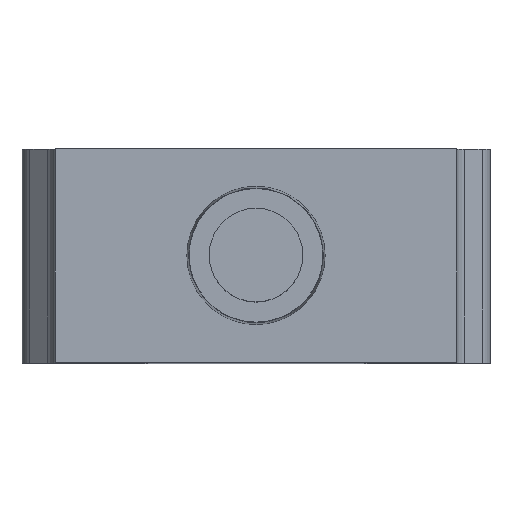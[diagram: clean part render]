
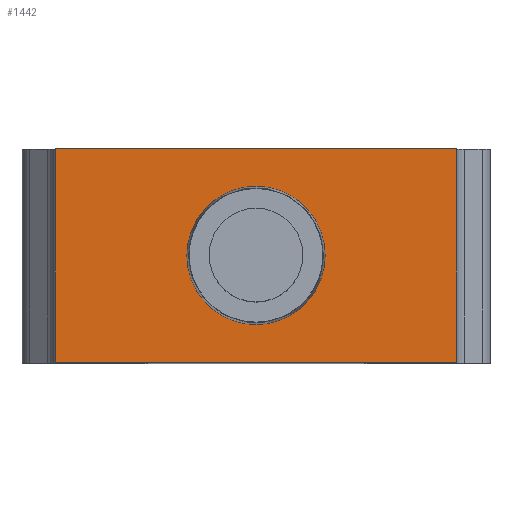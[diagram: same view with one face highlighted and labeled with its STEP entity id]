
A CAD part, top view. The second image highlights one B-rep face of the part: STEP entity #1442.
In plain terms, the highlighted face is planar.
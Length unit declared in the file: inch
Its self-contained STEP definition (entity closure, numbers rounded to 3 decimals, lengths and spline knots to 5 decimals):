
#24 = CARTESIAN_POINT ( 'NONE',  ( -1.1811, 0., -0.62992 ) ) ;
#52 = AXIS2_PLACEMENT_3D ( 'NONE', #305, #802, #150 ) ;
#71 = EDGE_CURVE ( 'NONE', #2080, #1778, #1626, .T. ) ;
#150 = DIRECTION ( 'NONE',  ( -1., 0., 0. ) ) ;
#187 = FACE_OUTER_BOUND ( 'NONE', #1944, .T. ) ;
#305 = CARTESIAN_POINT ( 'NONE',  ( 0., 0., -0.57087 ) ) ;
#325 = ORIENTED_EDGE ( 'NONE', *, *, #473, .T. ) ;
#473 = EDGE_CURVE ( 'NONE', #648, #1778, #871, .T. ) ;
#489 = DIRECTION ( 'NONE',  ( 1., 0., 0. ) ) ;
#492 = PLANE ( 'NONE',  #52 ) ;
#504 = CARTESIAN_POINT ( 'NONE',  ( 0., 0., -0.57087 ) ) ;
#513 = LINE ( 'NONE', #504, #1751 ) ;
#572 = CARTESIAN_POINT ( 'NONE',  ( -1.1811, 0., 0. ) ) ;
#609 = ORIENTED_EDGE ( 'NONE', *, *, #71, .F. ) ;
#648 = VERTEX_POINT ( 'NONE', #1980 ) ;
#735 = ORIENTED_EDGE ( 'NONE', *, *, #927, .T. ) ;
#747 = CIRCLE ( 'NONE', #1924, 0.20359 ) ;
#788 = DIRECTION ( 'NONE',  ( 0., 1., 0. ) ) ;
#802 = DIRECTION ( 'NONE',  ( 0., -1., 0. ) ) ;
#871 = LINE ( 'NONE', #2016, #1591 ) ;
#927 = EDGE_CURVE ( 'NONE', #1199, #1199, #747, .T. ) ;
#1027 = CARTESIAN_POINT ( 'NONE',  ( -1.27953, 0., -0.62992 ) ) ;
#1043 = DIRECTION ( 'NONE',  ( 0., 0., 1. ) ) ;
#1109 = FACE_BOUND ( 'NONE', #2064, .T. ) ;
#1151 = CARTESIAN_POINT ( 'NONE',  ( 0., 0., -0.62992 ) ) ;
#1191 = ORIENTED_EDGE ( 'NONE', *, *, #1667, .F. ) ;
#1199 = VERTEX_POINT ( 'NONE', #1998 ) ;
#1230 = CARTESIAN_POINT ( 'NONE',  ( -1.1811, 0., -0.62992 ) ) ;
#1278 = VECTOR ( 'NONE', #1676, 39.37008 ) ;
#1325 = ORIENTED_EDGE ( 'NONE', *, *, #1974, .T. ) ;
#1397 = VECTOR ( 'NONE', #1043, 39.37008 ) ;
#1422 = CARTESIAN_POINT ( 'NONE',  ( -0.59055, 0., -0.31496 ) ) ;
#1442 = ADVANCED_FACE ( 'NONE', ( #1109, #187 ), #492, .T. ) ;
#1591 = VECTOR ( 'NONE', #1805, 39.37008 ) ;
#1626 = LINE ( 'NONE', #24, #1397 ) ;
#1667 = EDGE_CURVE ( 'NONE', #1710, #2080, #1956, .T. ) ;
#1676 = DIRECTION ( 'NONE',  ( -1., 0., 0. ) ) ;
#1687 = DIRECTION ( 'NONE',  ( 0., 0., 1. ) ) ;
#1710 = VERTEX_POINT ( 'NONE', #1151 ) ;
#1751 = VECTOR ( 'NONE', #1687, 39.37008 ) ;
#1778 = VERTEX_POINT ( 'NONE', #572 ) ;
#1805 = DIRECTION ( 'NONE',  ( -1., 0., 0. ) ) ;
#1924 = AXIS2_PLACEMENT_3D ( 'NONE', #1422, #788, #489 ) ;
#1944 = EDGE_LOOP ( 'NONE', ( #609, #1191, #1325, #325 ) ) ;
#1956 = LINE ( 'NONE', #1027, #1278 ) ;
#1974 = EDGE_CURVE ( 'NONE', #1710, #648, #513, .T. ) ;
#1980 = CARTESIAN_POINT ( 'NONE',  ( 0., 0., 0. ) ) ;
#1998 = CARTESIAN_POINT ( 'NONE',  ( -0.38696, 0., -0.31496 ) ) ;
#2016 = CARTESIAN_POINT ( 'NONE',  ( 0., 0., 0. ) ) ;
#2064 = EDGE_LOOP ( 'NONE', ( #735 ) ) ;
#2080 = VERTEX_POINT ( 'NONE', #1230 ) ;
